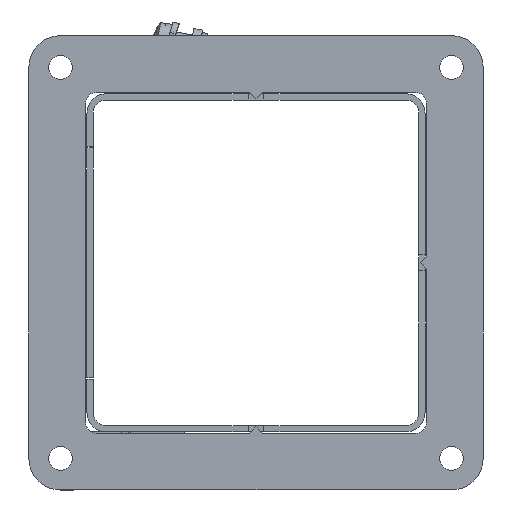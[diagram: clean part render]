
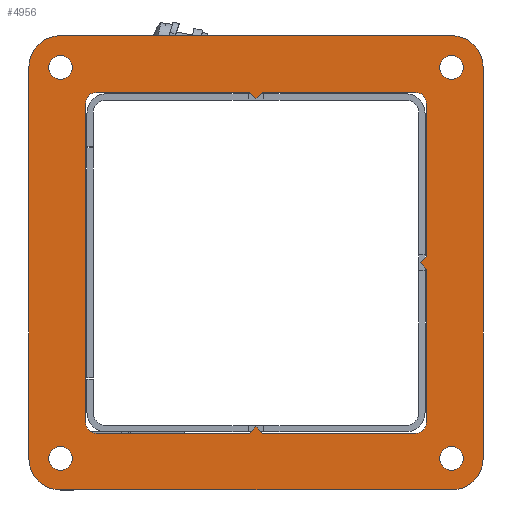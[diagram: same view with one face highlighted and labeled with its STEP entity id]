
A CAD part, left-side view. The second image highlights one B-rep face of the part: STEP entity #4956.
In plain terms, the highlighted face is planar.
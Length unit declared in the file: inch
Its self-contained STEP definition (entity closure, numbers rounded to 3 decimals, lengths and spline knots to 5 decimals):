
#3975=CARTESIAN_POINT('',(-2.01563,0.074,0.125));
#3976=VERTEX_POINT('',#3975);
#3983=CARTESIAN_POINT('',(-1.94163,0.,0.125));
#3984=VERTEX_POINT('',#3983);
#3985=CARTESIAN_POINT('',(-1.94163,0.,0.125));
#3986=DIRECTION('',(-0.707,0.707,0.0));
#3987=VECTOR('',#3986,0.10465);
#3988=LINE('',#3985,#3987);
#3989=EDGE_CURVE('',#3984,#3976,#3988,.T.);
#4014=CARTESIAN_POINT('',(-2.01563,-0.074,0.125));
#4015=VERTEX_POINT('',#4014);
#4016=CARTESIAN_POINT('',(-2.01563,-0.074,0.125));
#4017=DIRECTION('',(0.707,0.707,0.0));
#4018=VECTOR('',#4017,0.10465);
#4019=LINE('',#4016,#4018);
#4020=EDGE_CURVE('',#4015,#3984,#4019,.T.);
#4046=CARTESIAN_POINT('',(0.,1.94163,0.125));
#4047=VERTEX_POINT('',#4046);
#4054=CARTESIAN_POINT('',(-0.074,2.01563,0.125));
#4055=VERTEX_POINT('',#4054);
#4056=CARTESIAN_POINT('',(-0.074,2.01563,0.125));
#4057=DIRECTION('',(0.707,-0.707,0.0));
#4058=VECTOR('',#4057,0.10465);
#4059=LINE('',#4056,#4058);
#4060=EDGE_CURVE('',#4055,#4047,#4059,.T.);
#4084=CARTESIAN_POINT('',(0.074,2.01563,0.125));
#4085=VERTEX_POINT('',#4084);
#4092=CARTESIAN_POINT('',(0.,1.94163,0.125));
#4093=DIRECTION('',(0.707,0.707,0.0));
#4094=VECTOR('',#4093,0.10465);
#4095=LINE('',#4092,#4094);
#4096=EDGE_CURVE('',#4047,#4085,#4095,.T.);
#4117=CARTESIAN_POINT('',(0.,-1.94163,0.125));
#4118=VERTEX_POINT('',#4117);
#4125=CARTESIAN_POINT('',(0.074,-2.01563,0.125));
#4126=VERTEX_POINT('',#4125);
#4127=CARTESIAN_POINT('',(0.074,-2.01563,0.125));
#4128=DIRECTION('',(-0.707,0.707,0.0));
#4129=VECTOR('',#4128,0.10465);
#4130=LINE('',#4127,#4129);
#4131=EDGE_CURVE('',#4126,#4118,#4130,.T.);
#4155=CARTESIAN_POINT('',(-0.074,-2.01563,0.125));
#4156=VERTEX_POINT('',#4155);
#4163=CARTESIAN_POINT('',(0.,-1.94163,0.125));
#4164=DIRECTION('',(-0.707,-0.707,0.0));
#4165=VECTOR('',#4164,0.10465);
#4166=LINE('',#4163,#4165);
#4167=EDGE_CURVE('',#4118,#4156,#4166,.T.);
#4187=CARTESIAN_POINT('',(-2.01563,1.89063,0.125));
#4188=VERTEX_POINT('',#4187);
#4195=CARTESIAN_POINT('',(-2.01563,0.074,0.125));
#4196=DIRECTION('',(0.0,1.0,0.0));
#4197=VECTOR('',#4196,1.81663);
#4198=LINE('',#4195,#4197);
#4199=EDGE_CURVE('',#3976,#4188,#4198,.T.);
#4210=CARTESIAN_POINT('',(-2.01563,-1.89063,0.125));
#4211=VERTEX_POINT('',#4210);
#4212=CARTESIAN_POINT('',(-2.01563,-1.89063,0.125));
#4213=DIRECTION('',(0.0,1.0,0.0));
#4214=VECTOR('',#4213,1.81663);
#4215=LINE('',#4212,#4214);
#4216=EDGE_CURVE('',#4211,#4015,#4215,.T.);
#4249=CARTESIAN_POINT('',(1.89063,2.01563,0.125));
#4250=VERTEX_POINT('',#4249);
#4257=CARTESIAN_POINT('',(0.074,2.01563,0.125));
#4258=DIRECTION('',(1.0,0.0,0.0));
#4259=VECTOR('',#4258,1.81663);
#4260=LINE('',#4257,#4259);
#4261=EDGE_CURVE('',#4085,#4250,#4260,.T.);
#4272=CARTESIAN_POINT('',(-1.89063,2.01563,0.125));
#4273=VERTEX_POINT('',#4272);
#4274=CARTESIAN_POINT('',(-1.89063,2.01563,0.125));
#4275=DIRECTION('',(1.0,0.0,0.0));
#4276=VECTOR('',#4275,1.81663);
#4277=LINE('',#4274,#4276);
#4278=EDGE_CURVE('',#4273,#4055,#4277,.T.);
#4303=CARTESIAN_POINT('',(1.89063,-2.01563,0.125));
#4304=VERTEX_POINT('',#4303);
#4305=CARTESIAN_POINT('',(1.89063,-2.01563,0.125));
#4306=DIRECTION('',(-1.0,0.0,0.0));
#4307=VECTOR('',#4306,1.81663);
#4308=LINE('',#4305,#4307);
#4309=EDGE_CURVE('',#4304,#4126,#4308,.T.);
#4342=CARTESIAN_POINT('',(-1.89063,-2.01563,0.125));
#4343=VERTEX_POINT('',#4342);
#4350=CARTESIAN_POINT('',(-0.074,-2.01563,0.125));
#4351=DIRECTION('',(-1.0,0.0,0.0));
#4352=VECTOR('',#4351,1.81663);
#4353=LINE('',#4350,#4352);
#4354=EDGE_CURVE('',#4156,#4343,#4353,.T.);
#4375=CARTESIAN_POINT('',(2.45313,2.3125,0.125));
#4376=VERTEX_POINT('',#4375);
#4377=CARTESIAN_POINT('',(2.3125,2.3125,0.125));
#4378=DIRECTION('',(0.0,0.0,-1.0));
#4379=DIRECTION('',(-1.0,0.0,0.0));
#4380=AXIS2_PLACEMENT_3D('',#4377,#4378,#4379);
#4381=CIRCLE('',#4380,0.14063);
#4382=EDGE_CURVE('',#4376,#4376,#4381,.T.);
#4403=CARTESIAN_POINT('',(2.45313,-2.3125,0.125));
#4404=VERTEX_POINT('',#4403);
#4405=CARTESIAN_POINT('',(2.3125,-2.3125,0.125));
#4406=DIRECTION('',(0.0,0.0,-1.0));
#4407=DIRECTION('',(-1.0,0.0,0.0));
#4408=AXIS2_PLACEMENT_3D('',#4405,#4406,#4407);
#4409=CIRCLE('',#4408,0.14063);
#4410=EDGE_CURVE('',#4404,#4404,#4409,.T.);
#4431=CARTESIAN_POINT('',(-2.17188,2.3125,0.125));
#4432=VERTEX_POINT('',#4431);
#4433=CARTESIAN_POINT('',(-2.3125,2.3125,0.125));
#4434=DIRECTION('',(0.0,0.0,-1.0));
#4435=DIRECTION('',(-1.0,0.0,0.0));
#4436=AXIS2_PLACEMENT_3D('',#4433,#4434,#4435);
#4437=CIRCLE('',#4436,0.14063);
#4438=EDGE_CURVE('',#4432,#4432,#4437,.T.);
#4459=CARTESIAN_POINT('',(-2.17187,-2.3125,0.125));
#4460=VERTEX_POINT('',#4459);
#4461=CARTESIAN_POINT('',(-2.3125,-2.3125,0.125));
#4462=DIRECTION('',(0.0,0.0,-1.0));
#4463=DIRECTION('',(-1.0,0.0,0.0));
#4464=AXIS2_PLACEMENT_3D('',#4461,#4462,#4463);
#4465=CIRCLE('',#4464,0.14063);
#4466=EDGE_CURVE('',#4460,#4460,#4465,.T.);
#4476=CARTESIAN_POINT('',(-1.89063,1.89063,0.125));
#4477=DIRECTION('',(0.0,0.0,-1.0));
#4478=DIRECTION('',(0.0,1.0,0.0));
#4479=AXIS2_PLACEMENT_3D('',#4476,#4477,#4478);
#4480=CIRCLE('',#4479,0.125);
#4481=EDGE_CURVE('',#4188,#4273,#4480,.T.);
#4500=CARTESIAN_POINT('',(2.01563,1.89063,0.125));
#4501=VERTEX_POINT('',#4500);
#4502=CARTESIAN_POINT('',(1.89063,1.89063,0.125));
#4503=DIRECTION('',(0.0,0.0,-1.0));
#4504=DIRECTION('',(1.0,0.0,0.0));
#4505=AXIS2_PLACEMENT_3D('',#4502,#4503,#4504);
#4506=CIRCLE('',#4505,0.125);
#4507=EDGE_CURVE('',#4250,#4501,#4506,.T.);
#4533=CARTESIAN_POINT('',(2.01563,-1.89063,0.125));
#4534=VERTEX_POINT('',#4533);
#4535=CARTESIAN_POINT('',(2.01563,1.89063,0.125));
#4536=DIRECTION('',(0.0,-1.0,0.0));
#4537=VECTOR('',#4536,3.78125);
#4538=LINE('',#4535,#4537);
#4539=EDGE_CURVE('',#4501,#4534,#4538,.T.);
#4564=CARTESIAN_POINT('',(1.89063,-1.89063,0.125));
#4565=DIRECTION('',(0.0,0.0,-1.0));
#4566=DIRECTION('',(0.0,-1.0,0.0));
#4567=AXIS2_PLACEMENT_3D('',#4564,#4565,#4566);
#4568=CIRCLE('',#4567,0.125);
#4569=EDGE_CURVE('',#4534,#4304,#4568,.T.);
#4588=CARTESIAN_POINT('',(-1.89063,-1.89063,0.125));
#4589=DIRECTION('',(0.0,0.0,-1.0));
#4590=DIRECTION('',(-1.0,0.0,0.0));
#4591=AXIS2_PLACEMENT_3D('',#4588,#4589,#4590);
#4592=CIRCLE('',#4591,0.125);
#4593=EDGE_CURVE('',#4343,#4211,#4592,.T.);
#4612=CARTESIAN_POINT('',(-2.6875,2.3125,0.125));
#4613=VERTEX_POINT('',#4612);
#4614=CARTESIAN_POINT('',(-2.3125,2.6875,0.125));
#4615=VERTEX_POINT('',#4614);
#4616=CARTESIAN_POINT('',(-2.3125,2.3125,0.125));
#4617=DIRECTION('',(0.0,0.0,-1.0));
#4618=DIRECTION('',(0.0,1.0,0.0));
#4619=AXIS2_PLACEMENT_3D('',#4616,#4617,#4618);
#4620=CIRCLE('',#4619,0.375);
#4621=EDGE_CURVE('',#4613,#4615,#4620,.T.);
#4654=CARTESIAN_POINT('',(2.3125,2.6875,0.125));
#4655=VERTEX_POINT('',#4654);
#4656=CARTESIAN_POINT('',(-2.3125,2.6875,0.125));
#4657=DIRECTION('',(1.0,0.0,0.0));
#4658=VECTOR('',#4657,4.625);
#4659=LINE('',#4656,#4658);
#4660=EDGE_CURVE('',#4615,#4655,#4659,.T.);
#4685=CARTESIAN_POINT('',(2.6875,2.3125,0.125));
#4686=VERTEX_POINT('',#4685);
#4687=CARTESIAN_POINT('',(2.3125,2.3125,0.125));
#4688=DIRECTION('',(0.0,0.0,-1.0));
#4689=DIRECTION('',(1.0,0.0,0.0));
#4690=AXIS2_PLACEMENT_3D('',#4687,#4688,#4689);
#4691=CIRCLE('',#4690,0.375);
#4692=EDGE_CURVE('',#4655,#4686,#4691,.T.);
#4718=CARTESIAN_POINT('',(2.6875,-2.3125,0.125));
#4719=VERTEX_POINT('',#4718);
#4720=CARTESIAN_POINT('',(2.6875,2.3125,0.125));
#4721=DIRECTION('',(0.0,-1.0,0.0));
#4722=VECTOR('',#4721,4.625);
#4723=LINE('',#4720,#4722);
#4724=EDGE_CURVE('',#4686,#4719,#4723,.T.);
#4749=CARTESIAN_POINT('',(2.3125,-2.6875,0.125));
#4750=VERTEX_POINT('',#4749);
#4751=CARTESIAN_POINT('',(2.3125,-2.3125,0.125));
#4752=DIRECTION('',(0.0,0.0,-1.0));
#4753=DIRECTION('',(0.0,-1.0,0.0));
#4754=AXIS2_PLACEMENT_3D('',#4751,#4752,#4753);
#4755=CIRCLE('',#4754,0.375);
#4756=EDGE_CURVE('',#4719,#4750,#4755,.T.);
#4782=CARTESIAN_POINT('',(-2.3125,-2.6875,0.125));
#4783=VERTEX_POINT('',#4782);
#4784=CARTESIAN_POINT('',(2.3125,-2.6875,0.125));
#4785=DIRECTION('',(-1.0,0.0,0.0));
#4786=VECTOR('',#4785,4.625);
#4787=LINE('',#4784,#4786);
#4788=EDGE_CURVE('',#4750,#4783,#4787,.T.);
#4813=CARTESIAN_POINT('',(-2.6875,-2.3125,0.125));
#4814=VERTEX_POINT('',#4813);
#4815=CARTESIAN_POINT('',(-2.3125,-2.3125,0.125));
#4816=DIRECTION('',(0.0,0.0,-1.0));
#4817=DIRECTION('',(-1.0,0.0,0.0));
#4818=AXIS2_PLACEMENT_3D('',#4815,#4816,#4817);
#4819=CIRCLE('',#4818,0.375);
#4820=EDGE_CURVE('',#4783,#4814,#4819,.T.);
#4846=CARTESIAN_POINT('',(-2.6875,-2.3125,0.125));
#4847=DIRECTION('',(0.0,1.0,0.0));
#4848=VECTOR('',#4847,4.625);
#4849=LINE('',#4846,#4848);
#4850=EDGE_CURVE('',#4814,#4613,#4849,.T.);
#4910=CARTESIAN_POINT('',(0.,0.0,0.125));
#4911=DIRECTION('',(0.0,0.0,1.0));
#4912=DIRECTION('',(1.0,0.0,0.0));
#4913=AXIS2_PLACEMENT_3D('',#4910,#4911,#4912);
#4914=PLANE('',#4913);
#4915=ORIENTED_EDGE('',*,*,#4621,.F.);
#4916=ORIENTED_EDGE('',*,*,#4850,.F.);
#4917=ORIENTED_EDGE('',*,*,#4820,.F.);
#4918=ORIENTED_EDGE('',*,*,#4788,.F.);
#4919=ORIENTED_EDGE('',*,*,#4756,.F.);
#4920=ORIENTED_EDGE('',*,*,#4724,.F.);
#4921=ORIENTED_EDGE('',*,*,#4692,.F.);
#4922=ORIENTED_EDGE('',*,*,#4660,.F.);
#4923=EDGE_LOOP('',(#4915,#4916,#4917,#4918,#4919,#4920,#4921,#4922));
#4924=FACE_OUTER_BOUND('',#4923,.T.);
#4925=ORIENTED_EDGE('',*,*,#4382,.T.);
#4926=EDGE_LOOP('',(#4925));
#4927=FACE_BOUND('',#4926,.T.);
#4928=ORIENTED_EDGE('',*,*,#4410,.T.);
#4929=EDGE_LOOP('',(#4928));
#4930=FACE_BOUND('',#4929,.T.);
#4931=ORIENTED_EDGE('',*,*,#4438,.T.);
#4932=EDGE_LOOP('',(#4931));
#4933=FACE_BOUND('',#4932,.T.);
#4934=ORIENTED_EDGE('',*,*,#4466,.T.);
#4935=EDGE_LOOP('',(#4934));
#4936=FACE_BOUND('',#4935,.T.);
#4937=ORIENTED_EDGE('',*,*,#4481,.T.);
#4938=ORIENTED_EDGE('',*,*,#4278,.T.);
#4939=ORIENTED_EDGE('',*,*,#4060,.T.);
#4940=ORIENTED_EDGE('',*,*,#4096,.T.);
#4941=ORIENTED_EDGE('',*,*,#4261,.T.);
#4942=ORIENTED_EDGE('',*,*,#4507,.T.);
#4943=ORIENTED_EDGE('',*,*,#4539,.T.);
#4944=ORIENTED_EDGE('',*,*,#4569,.T.);
#4945=ORIENTED_EDGE('',*,*,#4309,.T.);
#4946=ORIENTED_EDGE('',*,*,#4131,.T.);
#4947=ORIENTED_EDGE('',*,*,#4167,.T.);
#4948=ORIENTED_EDGE('',*,*,#4354,.T.);
#4949=ORIENTED_EDGE('',*,*,#4593,.T.);
#4950=ORIENTED_EDGE('',*,*,#4216,.T.);
#4951=ORIENTED_EDGE('',*,*,#4020,.T.);
#4952=ORIENTED_EDGE('',*,*,#3989,.T.);
#4953=ORIENTED_EDGE('',*,*,#4199,.T.);
#4954=EDGE_LOOP('',(#4937,#4938,#4939,#4940,#4941,#4942,#4943,#4944,#4945,#4946,#4947,#4948,#4949,#4950,#4951,#4952,#4953));
#4955=FACE_BOUND('',#4954,.T.);
#4956=ADVANCED_FACE('',(#4924,#4927,#4930,#4933,#4936,#4955),#4914,.T.);
